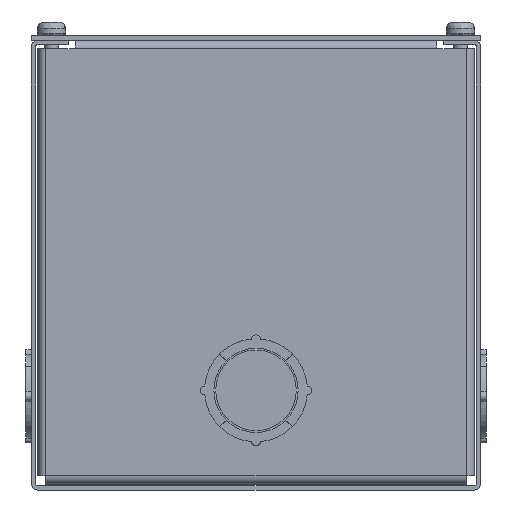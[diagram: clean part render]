
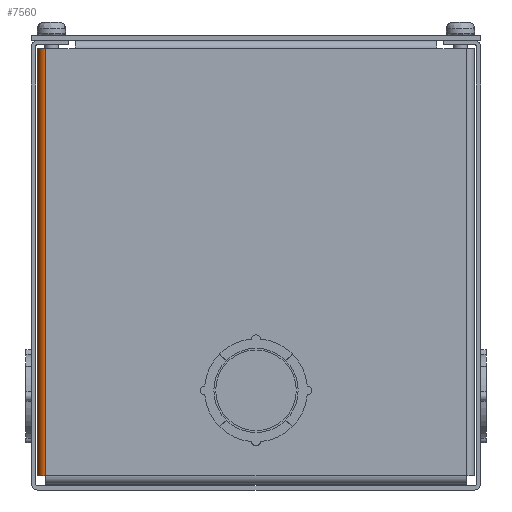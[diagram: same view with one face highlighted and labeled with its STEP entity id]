
A CAD part, front view. The second image highlights one B-rep face of the part: STEP entity #7560.
In plain terms, the highlighted cylindrical face has radius 2.743 mm (diameter 5.486 mm), a partial arc.
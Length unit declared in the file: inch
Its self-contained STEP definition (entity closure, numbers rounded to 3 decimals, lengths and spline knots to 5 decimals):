
#864 = CARTESIAN_POINT ( 'NONE',  ( -2.807, -5.892, 0.188 ) ) ;
#1529 = CARTESIAN_POINT ( 'NONE',  ( -2.807, -5.892, 5.892 ) ) ;
#2319 = VERTEX_POINT ( 'NONE', #10532 ) ;
#4199 = CARTESIAN_POINT ( 'NONE',  ( -2.915, -5.892, 0.188 ) ) ;
#4396 = DIRECTION ( 'NONE',  ( 0., 0., -1. ) ) ;
#4649 = ORIENTED_EDGE ( 'NONE', *, *, #24137, .T. ) ;
#5383 = VERTEX_POINT ( 'NONE', #21728 ) ;
#6646 = AXIS2_PLACEMENT_3D ( 'NONE', #1529, #7684, #7818 ) ;
#7560 = ADVANCED_FACE ( 'NONE', ( #17361 ), #15353, .T. ) ;
#7684 = DIRECTION ( 'NONE',  ( 0., 0., 1. ) ) ;
#7818 = DIRECTION ( 'NONE',  ( 0., -1., 0. ) ) ;
#8348 = CARTESIAN_POINT ( 'NONE',  ( -2.807, -5.892, 0.188 ) ) ;
#9044 = DIRECTION ( 'NONE',  ( 0., 0., 1. ) ) ;
#9604 = AXIS2_PLACEMENT_3D ( 'NONE', #8348, #12117, #16539 ) ;
#9645 = CARTESIAN_POINT ( 'NONE',  ( -2.915, -5.892, 0.188 ) ) ;
#10029 = ORIENTED_EDGE ( 'NONE', *, *, #18295, .F. ) ;
#10466 = CARTESIAN_POINT ( 'NONE',  ( -2.807, -6., 0.188 ) ) ;
#10532 = CARTESIAN_POINT ( 'NONE',  ( -2.915, -5.892, 5.892 ) ) ;
#10534 = LINE ( 'NONE', #4199, #24561 ) ;
#12117 = DIRECTION ( 'NONE',  ( 0., 0., 1. ) ) ;
#13023 = EDGE_CURVE ( 'NONE', #5383, #23402, #20379, .T. ) ;
#14387 = CIRCLE ( 'NONE', #6646, 0.108 ) ;
#14690 = DIRECTION ( 'NONE',  ( 0., 0., -1. ) ) ;
#15353 = CYLINDRICAL_SURFACE ( 'NONE', #16800, 0.108 ) ;
#16201 = ORIENTED_EDGE ( 'NONE', *, *, #25135, .T. ) ;
#16539 = DIRECTION ( 'NONE',  ( 0., -1., 0. ) ) ;
#16800 = AXIS2_PLACEMENT_3D ( 'NONE', #864, #9044, #25410 ) ;
#17361 = FACE_OUTER_BOUND ( 'NONE', #25842, .T. ) ;
#18295 = EDGE_CURVE ( 'NONE', #2319, #5383, #14387, .T. ) ;
#20327 = CIRCLE ( 'NONE', #9604, 0.108 ) ;
#20379 = LINE ( 'NONE', #10466, #22633 ) ;
#21728 = CARTESIAN_POINT ( 'NONE',  ( -2.807, -6., 5.892 ) ) ;
#22365 = ORIENTED_EDGE ( 'NONE', *, *, #13023, .F. ) ;
#22533 = CARTESIAN_POINT ( 'NONE',  ( -2.807, -6., 0.188 ) ) ;
#22633 = VECTOR ( 'NONE', #4396, 39.37008 ) ;
#23402 = VERTEX_POINT ( 'NONE', #22533 ) ;
#24137 = EDGE_CURVE ( 'NONE', #2319, #25847, #10534, .T. ) ;
#24561 = VECTOR ( 'NONE', #14690, 39.37008 ) ;
#25135 = EDGE_CURVE ( 'NONE', #25847, #23402, #20327, .T. ) ;
#25410 = DIRECTION ( 'NONE',  ( 0., -1., 0. ) ) ;
#25842 = EDGE_LOOP ( 'NONE', ( #16201, #22365, #10029, #4649 ) ) ;
#25847 = VERTEX_POINT ( 'NONE', #9645 ) ;
